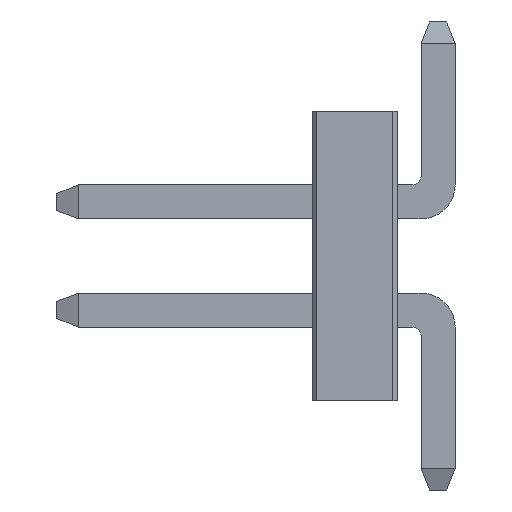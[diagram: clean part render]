
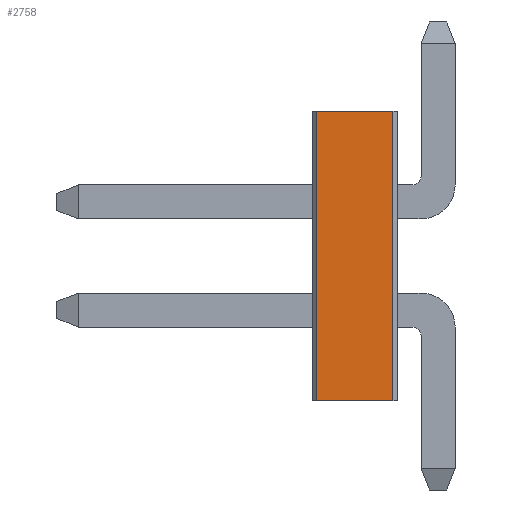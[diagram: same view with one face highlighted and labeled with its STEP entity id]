
A CAD part, left-side view. The second image highlights one B-rep face of the part: STEP entity #2758.
In plain terms, the highlighted planar face has unit normal (-1, 0, 0).
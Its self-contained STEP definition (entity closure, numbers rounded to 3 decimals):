
#141 = LINE ( 'NONE', #7646, #3938 ) ;
#559 = EDGE_CURVE ( 'NONE', #7981, #9064, #141, .T. ) ;
#583 = VERTEX_POINT ( 'NONE', #10172 ) ;
#2096 = DIRECTION ( 'NONE',  ( 0., 0., -1. ) ) ;
#2175 = LINE ( 'NONE', #6000, #10711 ) ;
#2719 = CARTESIAN_POINT ( 'NONE',  ( -8.255, 0.45, 1.7 ) ) ;
#2758 = ADVANCED_FACE ( 'NONE', ( #6924 ), #2795, .F. ) ;
#2795 = PLANE ( 'NONE',  #4260 ) ;
#3465 = EDGE_CURVE ( 'NONE', #7981, #7161, #13055, .T. ) ;
#3938 = VECTOR ( 'NONE', #9938, 1000. ) ;
#4260 = AXIS2_PLACEMENT_3D ( 'NONE', #2719, #10675, #15752 ) ;
#5257 = CARTESIAN_POINT ( 'NONE',  ( -8.255, -0.45, 1.7 ) ) ;
#6000 = CARTESIAN_POINT ( 'NONE',  ( -8.255, -0.45, 1.7 ) ) ;
#6395 = CARTESIAN_POINT ( 'NONE',  ( -8.255, 0.45, -1.7 ) ) ;
#6807 = CARTESIAN_POINT ( 'NONE',  ( -8.255, 0.45, 1.7 ) ) ;
#6924 = FACE_OUTER_BOUND ( 'NONE', #16064, .T. ) ;
#7161 = VERTEX_POINT ( 'NONE', #6395 ) ;
#7460 = ORIENTED_EDGE ( 'NONE', *, *, #12185, .F. ) ;
#7646 = CARTESIAN_POINT ( 'NONE',  ( -8.255, 0.45, 1.7 ) ) ;
#7981 = VERTEX_POINT ( 'NONE', #14370 ) ;
#8428 = VECTOR ( 'NONE', #11802, 1000. ) ;
#8782 = ORIENTED_EDGE ( 'NONE', *, *, #559, .F. ) ;
#9064 = VERTEX_POINT ( 'NONE', #5257 ) ;
#9214 = LINE ( 'NONE', #11929, #11240 ) ;
#9938 = DIRECTION ( 'NONE',  ( 0., -1., 0. ) ) ;
#10172 = CARTESIAN_POINT ( 'NONE',  ( -8.255, -0.45, -1.7 ) ) ;
#10675 = DIRECTION ( 'NONE',  ( 1., 0., 0. ) ) ;
#10711 = VECTOR ( 'NONE', #2096, 1000. ) ;
#11240 = VECTOR ( 'NONE', #11847, 1000. ) ;
#11259 = ORIENTED_EDGE ( 'NONE', *, *, #11935, .T. ) ;
#11802 = DIRECTION ( 'NONE',  ( 0., 0., -1. ) ) ;
#11847 = DIRECTION ( 'NONE',  ( 0., -1., 0. ) ) ;
#11929 = CARTESIAN_POINT ( 'NONE',  ( -8.255, 0.45, -1.7 ) ) ;
#11935 = EDGE_CURVE ( 'NONE', #7161, #583, #9214, .T. ) ;
#12185 = EDGE_CURVE ( 'NONE', #9064, #583, #2175, .T. ) ;
#13055 = LINE ( 'NONE', #6807, #8428 ) ;
#14370 = CARTESIAN_POINT ( 'NONE',  ( -8.255, 0.45, 1.7 ) ) ;
#15666 = ORIENTED_EDGE ( 'NONE', *, *, #3465, .T. ) ;
#15752 = DIRECTION ( 'NONE',  ( 0., 1., 0. ) ) ;
#16064 = EDGE_LOOP ( 'NONE', ( #11259, #7460, #8782, #15666 ) ) ;
